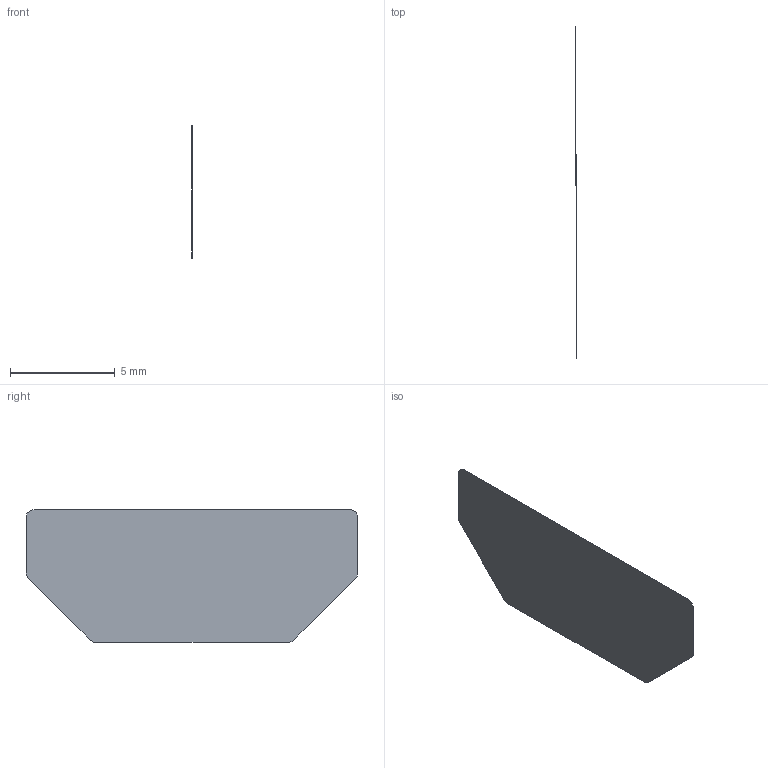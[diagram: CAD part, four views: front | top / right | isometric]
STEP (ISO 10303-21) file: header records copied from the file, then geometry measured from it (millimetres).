
FILE_DESCRIPTION((''),'2;1');
FILE_NAME('15SS8017.stp','2006-03-13T15:23:36',('Shawn Mantel'),('Faztek, LLC'),'Mechanical Desktop 2005','Mechanical Desktop 2005',', , ');
FILE_SCHEMA(('CONFIG_CONTROL_DESIGN'));
Length unit declared in the file: inch
Products named in the file (1): Product
Bounding box: 0 x 15.88 x 6.35 mm (x, y, z)
Surface area: 90.7 mm2 (no closed solid volume)
Topology: 0 solids, 0 shells, 1 faces, 12 edges, 12 vertices
Faces by surface type: bspline 1
Entity records: 207 total; most frequent: CARTESIAN_POINT 65, QUASI_UNIFORM_CURVE 12, PCURVE 12, COMPOSITE_CURVE_SEGMENT 12, PERSON 8, ORGANIZATION 8, PERSON_AND_ORGANIZATION 8, PERSON_AND_ORGANIZATION_ROLE 5
